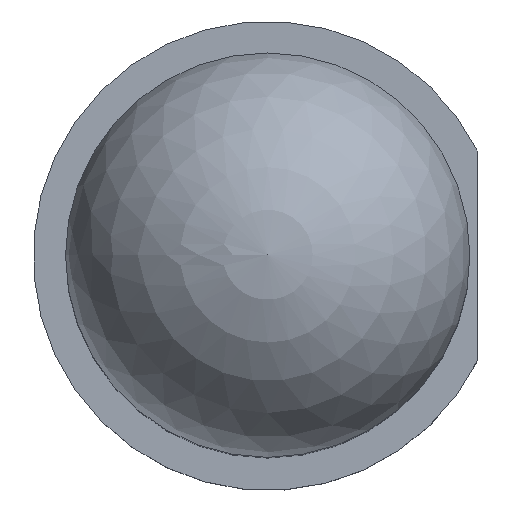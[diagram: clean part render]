
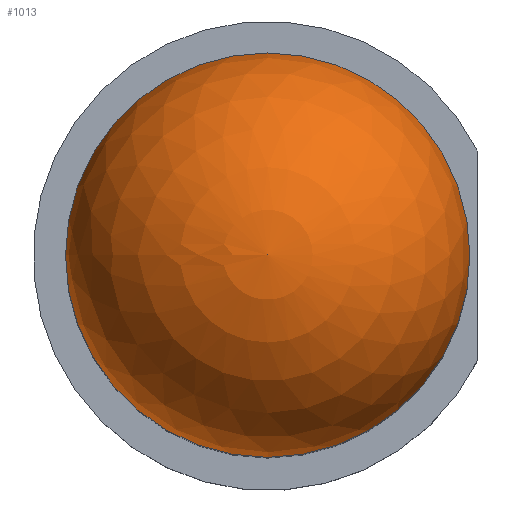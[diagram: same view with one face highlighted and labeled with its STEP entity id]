
A CAD part, top view. The second image highlights one B-rep face of the part: STEP entity #1013.
In plain terms, the highlighted spherical face has radius 2.5 mm.
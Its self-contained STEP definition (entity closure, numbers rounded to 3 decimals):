
#19=SPHERICAL_SURFACE('',#1103,2.5);
#60=CIRCLE('',#1101,2.5);
#61=CIRCLE('',#1102,2.5);
#62=CIRCLE('',#1104,2.5);
#115=FACE_OUTER_BOUND('',#172,.T.);
#172=EDGE_LOOP('',(#906,#907,#908,#909));
#496=VERTEX_POINT('',#2485);
#497=VERTEX_POINT('',#2486);
#498=VERTEX_POINT('',#2491);
#633=EDGE_CURVE('',#496,#497,#60,.T.);
#634=EDGE_CURVE('',#497,#496,#61,.T.);
#636=EDGE_CURVE('',#498,#496,#62,.T.);
#906=ORIENTED_EDGE('',*,*,#633,.T.);
#907=ORIENTED_EDGE('',*,*,#634,.T.);
#908=ORIENTED_EDGE('',*,*,#636,.F.);
#909=ORIENTED_EDGE('',*,*,#636,.T.);
#1013=ADVANCED_FACE('',(#115),#19,.T.);
#1101=AXIS2_PLACEMENT_3D('',#2487,#1342,#1343);
#1102=AXIS2_PLACEMENT_3D('',#2488,#1344,#1345);
#1103=AXIS2_PLACEMENT_3D('',#2490,#1347,#1348);
#1104=AXIS2_PLACEMENT_3D('',#2492,#1349,#1350);
#1342=DIRECTION('center_axis',(0.,0.,1.));
#1343=DIRECTION('ref_axis',(-1.,0.,0.));
#1344=DIRECTION('center_axis',(0.,0.,1.));
#1345=DIRECTION('ref_axis',(-1.,0.,0.));
#1347=DIRECTION('center_axis',(0.,0.,1.));
#1348=DIRECTION('ref_axis',(1.,0.,0.));
#1349=DIRECTION('center_axis',(0.,-1.,0.));
#1350=DIRECTION('ref_axis',(-1.,0.,0.));
#2485=CARTESIAN_POINT('',(-2.5,0.,6.5));
#2486=CARTESIAN_POINT('',(2.5,0.,6.5));
#2487=CARTESIAN_POINT('Origin',(0.,0.,6.5));
#2488=CARTESIAN_POINT('Origin',(0.,0.,6.5));
#2490=CARTESIAN_POINT('Origin',(0.,0.,6.5));
#2491=CARTESIAN_POINT('',(0.,0.,9.));
#2492=CARTESIAN_POINT('Origin',(0.,0.,6.5));
